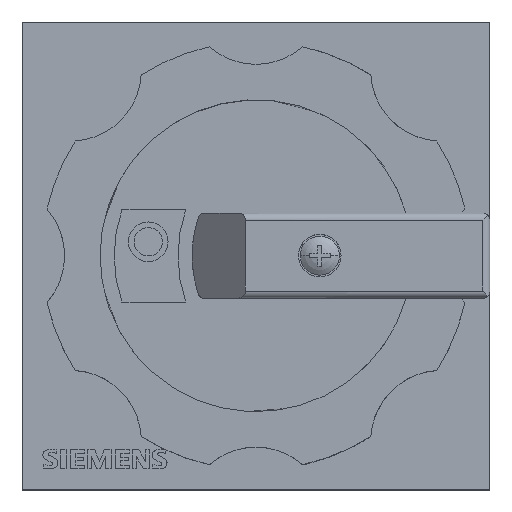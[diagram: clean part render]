
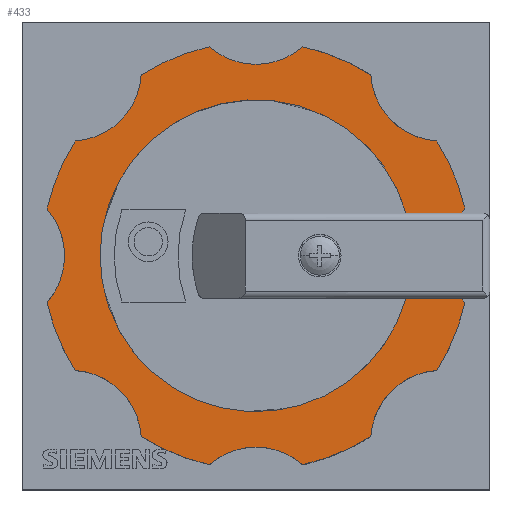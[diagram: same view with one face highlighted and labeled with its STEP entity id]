
A CAD part, top view. The second image highlights one B-rep face of the part: STEP entity #433.
In plain terms, the highlighted planar face has unit normal (0, 0, 1).
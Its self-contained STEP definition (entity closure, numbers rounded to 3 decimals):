
#433=ADVANCED_FACE('',(#1047),#1048,.T.);
#1047=FACE_OUTER_BOUND('',#1844,.T.);
#1048=PLANE('',#1845);
#1844=EDGE_LOOP('',(#3156,#3157,#3158,#3159,#3160,#3161,#3162,#3163,#3164,#3165,#3166,#3167,#3168,#3169,#3170,#3171,#3172,#3173,#3174,#3175,#3176,#3177,#3178,#3179,#3180,#3181,#3182,#3183));
#1845=AXIS2_PLACEMENT_3D('',#3184,#3185,#3186);
#3156=ORIENTED_EDGE('',*,*,#5083,.T.);
#3157=ORIENTED_EDGE('',*,*,#4882,.T.);
#3158=ORIENTED_EDGE('',*,*,#5218,.T.);
#3159=ORIENTED_EDGE('',*,*,#5172,.T.);
#3160=ORIENTED_EDGE('',*,*,#5181,.T.);
#3161=ORIENTED_EDGE('',*,*,#5219,.T.);
#3162=ORIENTED_EDGE('',*,*,#5220,.T.);
#3163=ORIENTED_EDGE('',*,*,#4898,.T.);
#3164=ORIENTED_EDGE('',*,*,#5221,.T.);
#3165=ORIENTED_EDGE('',*,*,#5222,.T.);
#3166=ORIENTED_EDGE('',*,*,#4903,.T.);
#3167=ORIENTED_EDGE('',*,*,#5223,.T.);
#3168=ORIENTED_EDGE('',*,*,#5224,.T.);
#3169=ORIENTED_EDGE('',*,*,#4908,.T.);
#3170=ORIENTED_EDGE('',*,*,#5225,.T.);
#3171=ORIENTED_EDGE('',*,*,#5226,.T.);
#3172=ORIENTED_EDGE('',*,*,#4915,.T.);
#3173=ORIENTED_EDGE('',*,*,#5227,.T.);
#3174=ORIENTED_EDGE('',*,*,#5228,.T.);
#3175=ORIENTED_EDGE('',*,*,#4920,.T.);
#3176=ORIENTED_EDGE('',*,*,#5229,.T.);
#3177=ORIENTED_EDGE('',*,*,#5230,.T.);
#3178=ORIENTED_EDGE('',*,*,#4925,.T.);
#3179=ORIENTED_EDGE('',*,*,#5231,.T.);
#3180=ORIENTED_EDGE('',*,*,#5215,.T.);
#3181=ORIENTED_EDGE('',*,*,#4930,.T.);
#3182=ORIENTED_EDGE('',*,*,#5232,.T.);
#3183=ORIENTED_EDGE('',*,*,#5233,.T.);
#3184=CARTESIAN_POINT('',(33.0,33.0,31.3));
#3185=DIRECTION('',(0.0,0.0,1.0));
#3186=DIRECTION('',(1.0,0.0,0.0));
#4882=EDGE_CURVE('',#5884,#5881,#5885,.T.);
#4898=EDGE_CURVE('',#5909,#5913,#5915,.T.);
#4903=EDGE_CURVE('',#5918,#5922,#5924,.T.);
#4908=EDGE_CURVE('',#5927,#5931,#5933,.T.);
#4915=EDGE_CURVE('',#5936,#5944,#5946,.T.);
#4920=EDGE_CURVE('',#5949,#5953,#5955,.T.);
#4925=EDGE_CURVE('',#5958,#5962,#5964,.T.);
#4930=EDGE_CURVE('',#5967,#5971,#5973,.T.);
#5083=EDGE_CURVE('',#6221,#5884,#6222,.T.);
#5172=EDGE_CURVE('',#6347,#6345,#6348,.T.);
#5181=EDGE_CURVE('',#6345,#6356,#6358,.T.);
#5215=EDGE_CURVE('',#6412,#5967,#6413,.T.);
#5218=EDGE_CURVE('',#5881,#6347,#6416,.T.);
#5219=EDGE_CURVE('',#6356,#6417,#6418,.T.);
#5220=EDGE_CURVE('',#6417,#5909,#6419,.T.);
#5221=EDGE_CURVE('',#5913,#6420,#6421,.T.);
#5222=EDGE_CURVE('',#6420,#5918,#6422,.T.);
#5223=EDGE_CURVE('',#5922,#6423,#6424,.T.);
#5224=EDGE_CURVE('',#6423,#5927,#6425,.T.);
#5225=EDGE_CURVE('',#5931,#6426,#6427,.T.);
#5226=EDGE_CURVE('',#6426,#5936,#6428,.T.);
#5227=EDGE_CURVE('',#5944,#6429,#6430,.T.);
#5228=EDGE_CURVE('',#6429,#5949,#6431,.T.);
#5229=EDGE_CURVE('',#5953,#6432,#6433,.T.);
#5230=EDGE_CURVE('',#6432,#5958,#6434,.T.);
#5231=EDGE_CURVE('',#5962,#6412,#6435,.T.);
#5232=EDGE_CURVE('',#5971,#6436,#6437,.T.);
#5233=EDGE_CURVE('',#6436,#6221,#6438,.T.);
#5881=VERTEX_POINT('',#7380);
#5884=VERTEX_POINT('',#7384);
#5885=CIRCLE('',#7385,22.0);
#5909=VERTEX_POINT('',#7436);
#5913=VERTEX_POINT('',#7446);
#5915=CIRCLE('',#7449,10.0);
#5918=VERTEX_POINT('',#7452);
#5922=VERTEX_POINT('',#7457);
#5924=CIRCLE('',#7460,10.0);
#5927=VERTEX_POINT('',#7463);
#5931=VERTEX_POINT('',#7468);
#5933=CIRCLE('',#7471,10.0);
#5936=VERTEX_POINT('',#7474);
#5944=VERTEX_POINT('',#7489);
#5946=CIRCLE('',#7492,10.0);
#5949=VERTEX_POINT('',#7495);
#5953=VERTEX_POINT('',#7500);
#5955=CIRCLE('',#7503,10.0);
#5958=VERTEX_POINT('',#7506);
#5962=VERTEX_POINT('',#7511);
#5964=CIRCLE('',#7514,10.0);
#5967=VERTEX_POINT('',#7517);
#5971=VERTEX_POINT('',#7522);
#5973=CIRCLE('',#7525,10.0);
#6221=VERTEX_POINT('',#7912);
#6222=LINE('',#7913,#7914);
#6345=VERTEX_POINT('',#8077);
#6347=VERTEX_POINT('',#8080);
#6348=LINE('',#8081,#8082);
#6356=VERTEX_POINT('',#8092);
#6358=CIRCLE('',#8095,10.0);
#6412=VERTEX_POINT('',#8185);
#6413=CIRCLE('',#8186,10.0);
#6416=CIRCLE('',#8190,22.0);
#6417=VERTEX_POINT('',#8191);
#6418=CIRCLE('',#8192,30.2);
#6419=CIRCLE('',#8193,10.0);
#6420=VERTEX_POINT('',#8194);
#6421=CIRCLE('',#8195,30.2);
#6422=CIRCLE('',#8196,10.0);
#6423=VERTEX_POINT('',#8197);
#6424=CIRCLE('',#8198,30.2);
#6425=CIRCLE('',#8199,10.0);
#6426=VERTEX_POINT('',#8200);
#6427=CIRCLE('',#8201,30.2);
#6428=CIRCLE('',#8202,10.0);
#6429=VERTEX_POINT('',#8203);
#6430=CIRCLE('',#8204,30.2);
#6431=CIRCLE('',#8205,10.0);
#6432=VERTEX_POINT('',#8206);
#6433=CIRCLE('',#8207,30.2);
#6434=CIRCLE('',#8208,10.0);
#6435=CIRCLE('',#8209,30.2);
#6436=VERTEX_POINT('',#8210);
#6437=CIRCLE('',#8211,30.2);
#6438=CIRCLE('',#8212,10.0);
#7380=CARTESIAN_POINT('',(11.0,33.0,31.3));
#7384=CARTESIAN_POINT('',(54.166,27.,31.3));
#7385=AXIS2_PLACEMENT_3D('',#9430,#9431,#9432);
#7436=CARTESIAN_POINT('',(52.092,52.092,31.3));
#7446=CARTESIAN_POINT('',(49.185,58.497,31.3));
#7449=AXIS2_PLACEMENT_3D('',#9445,#9446,#9447);
#7452=CARTESIAN_POINT('',(33.0,60.0,31.3));
#7457=CARTESIAN_POINT('',(26.416,62.474,31.3));
#7460=AXIS2_PLACEMENT_3D('',#9453,#9454,#9455);
#7463=CARTESIAN_POINT('',(13.908,52.092,31.3));
#7468=CARTESIAN_POINT('',(7.503,49.185,31.3));
#7471=AXIS2_PLACEMENT_3D('',#9461,#9462,#9463);
#7474=CARTESIAN_POINT('',(6.0,33.0,31.3));
#7489=CARTESIAN_POINT('',(3.526,26.416,31.3));
#7492=AXIS2_PLACEMENT_3D('',#9470,#9471,#9472);
#7495=CARTESIAN_POINT('',(13.908,13.908,31.3));
#7500=CARTESIAN_POINT('',(16.815,7.503,31.3));
#7503=AXIS2_PLACEMENT_3D('',#9478,#9479,#9480);
#7506=CARTESIAN_POINT('',(33.0,6.0,31.3));
#7511=CARTESIAN_POINT('',(39.584,3.526,31.3));
#7514=AXIS2_PLACEMENT_3D('',#9486,#9487,#9488);
#7517=CARTESIAN_POINT('',(52.092,13.908,31.3));
#7522=CARTESIAN_POINT('',(58.497,16.815,31.3));
#7525=AXIS2_PLACEMENT_3D('',#9494,#9495,#9496);
#7912=CARTESIAN_POINT('',(62.,27.,31.3));
#7913=CARTESIAN_POINT('',(49.,27.,31.3));
#7914=VECTOR('',#9692,1.0);
#8077=CARTESIAN_POINT('',(62.,39.,31.3));
#8080=CARTESIAN_POINT('',(54.166,39.,31.3));
#8081=CARTESIAN_POINT('',(29.388,39.,31.3));
#8082=VECTOR('',#9800,1.0);
#8092=CARTESIAN_POINT('',(62.474,39.584,31.3));
#8095=AXIS2_PLACEMENT_3D('',#9807,#9808,#9809);
#8185=CARTESIAN_POINT('',(49.185,7.503,31.3));
#8186=AXIS2_PLACEMENT_3D('',#9856,#9857,#9858);
#8190=AXIS2_PLACEMENT_3D('',#9860,#9861,#9862);
#8191=CARTESIAN_POINT('',(58.497,49.185,31.3));
#8192=AXIS2_PLACEMENT_3D('',#9863,#9864,#9865);
#8193=AXIS2_PLACEMENT_3D('',#9866,#9867,#9868);
#8194=CARTESIAN_POINT('',(39.584,62.474,31.3));
#8195=AXIS2_PLACEMENT_3D('',#9869,#9870,#9871);
#8196=AXIS2_PLACEMENT_3D('',#9872,#9873,#9874);
#8197=CARTESIAN_POINT('',(16.815,58.497,31.3));
#8198=AXIS2_PLACEMENT_3D('',#9875,#9876,#9877);
#8199=AXIS2_PLACEMENT_3D('',#9878,#9879,#9880);
#8200=CARTESIAN_POINT('',(3.526,39.584,31.3));
#8201=AXIS2_PLACEMENT_3D('',#9881,#9882,#9883);
#8202=AXIS2_PLACEMENT_3D('',#9884,#9885,#9886);
#8203=CARTESIAN_POINT('',(7.503,16.815,31.3));
#8204=AXIS2_PLACEMENT_3D('',#9887,#9888,#9889);
#8205=AXIS2_PLACEMENT_3D('',#9890,#9891,#9892);
#8206=CARTESIAN_POINT('',(26.416,3.526,31.3));
#8207=AXIS2_PLACEMENT_3D('',#9893,#9894,#9895);
#8208=AXIS2_PLACEMENT_3D('',#9896,#9897,#9898);
#8209=AXIS2_PLACEMENT_3D('',#9899,#9900,#9901);
#8210=CARTESIAN_POINT('',(62.474,26.416,31.3));
#8211=AXIS2_PLACEMENT_3D('',#9902,#9903,#9904);
#8212=AXIS2_PLACEMENT_3D('',#9905,#9906,#9907);
#9430=CARTESIAN_POINT('',(33.0,33.0,31.3));
#9431=DIRECTION('',(0.0,0.0,-1.0));
#9432=DIRECTION('',(1.0,0.0,0.0));
#9445=CARTESIAN_POINT('',(59.163,59.163,31.3));
#9446=DIRECTION('',(0.0,0.0,-1.0));
#9447=DIRECTION('',(0.707,0.707,0.0));
#9453=CARTESIAN_POINT('',(33.0,70.0,31.3));
#9454=DIRECTION('',(0.0,0.0,-1.0));
#9455=DIRECTION('',(0.0,1.0,0.0));
#9461=CARTESIAN_POINT('',(6.837,59.163,31.3));
#9462=DIRECTION('',(0.0,0.0,-1.0));
#9463=DIRECTION('',(-0.707,0.707,0.0));
#9470=CARTESIAN_POINT('',(-4.0,33.0,31.3));
#9471=DIRECTION('',(0.0,0.0,-1.0));
#9472=DIRECTION('',(-1.0,0.0,0.0));
#9478=CARTESIAN_POINT('',(6.837,6.837,31.3));
#9479=DIRECTION('',(-0.0,0.0,-1.0));
#9480=DIRECTION('',(-0.707,-0.707,0.0));
#9486=CARTESIAN_POINT('',(33.0,-4.0,31.3));
#9487=DIRECTION('',(0.0,0.0,-1.0));
#9488=DIRECTION('',(0.0,-1.0,0.0));
#9494=CARTESIAN_POINT('',(59.163,6.837,31.3));
#9495=DIRECTION('',(0.0,0.0,-1.0));
#9496=DIRECTION('',(0.707,-0.707,0.0));
#9692=DIRECTION('',(-1.0,0.,-0.0));
#9800=DIRECTION('',(1.0,0.0,0.0));
#9807=CARTESIAN_POINT('',(70.0,33.0,31.3));
#9808=DIRECTION('',(0.0,0.0,-1.0));
#9809=DIRECTION('',(1.0,0.0,0.0));
#9856=CARTESIAN_POINT('',(59.163,6.837,31.3));
#9857=DIRECTION('',(0.0,0.0,-1.0));
#9858=DIRECTION('',(0.707,-0.707,0.0));
#9860=CARTESIAN_POINT('',(33.0,33.0,31.3));
#9861=DIRECTION('',(0.0,0.0,-1.0));
#9862=DIRECTION('',(1.0,0.0,0.0));
#9863=CARTESIAN_POINT('',(33.0,33.0,31.3));
#9864=DIRECTION('',(0.0,0.0,1.0));
#9865=DIRECTION('',(1.0,0.0,0.0));
#9866=CARTESIAN_POINT('',(59.163,59.163,31.3));
#9867=DIRECTION('',(0.0,0.0,-1.0));
#9868=DIRECTION('',(0.707,0.707,0.0));
#9869=CARTESIAN_POINT('',(33.0,33.0,31.3));
#9870=DIRECTION('',(0.0,0.0,1.0));
#9871=DIRECTION('',(1.0,0.0,0.0));
#9872=CARTESIAN_POINT('',(33.0,70.0,31.3));
#9873=DIRECTION('',(0.0,0.0,-1.0));
#9874=DIRECTION('',(0.0,1.0,0.0));
#9875=CARTESIAN_POINT('',(33.0,33.0,31.3));
#9876=DIRECTION('',(0.0,0.0,1.0));
#9877=DIRECTION('',(1.0,0.0,0.0));
#9878=CARTESIAN_POINT('',(6.837,59.163,31.3));
#9879=DIRECTION('',(0.0,0.0,-1.0));
#9880=DIRECTION('',(-0.707,0.707,0.0));
#9881=CARTESIAN_POINT('',(33.0,33.0,31.3));
#9882=DIRECTION('',(0.0,0.0,1.0));
#9883=DIRECTION('',(1.0,0.0,0.0));
#9884=CARTESIAN_POINT('',(-4.0,33.0,31.3));
#9885=DIRECTION('',(0.0,0.0,-1.0));
#9886=DIRECTION('',(-1.0,0.0,0.0));
#9887=CARTESIAN_POINT('',(33.0,33.0,31.3));
#9888=DIRECTION('',(0.0,0.0,1.0));
#9889=DIRECTION('',(1.0,0.0,0.0));
#9890=CARTESIAN_POINT('',(6.837,6.837,31.3));
#9891=DIRECTION('',(-0.0,0.0,-1.0));
#9892=DIRECTION('',(-0.707,-0.707,0.0));
#9893=CARTESIAN_POINT('',(33.0,33.0,31.3));
#9894=DIRECTION('',(0.0,0.0,1.0));
#9895=DIRECTION('',(1.0,0.0,0.0));
#9896=CARTESIAN_POINT('',(33.0,-4.0,31.3));
#9897=DIRECTION('',(0.0,0.0,-1.0));
#9898=DIRECTION('',(0.0,-1.0,0.0));
#9899=CARTESIAN_POINT('',(33.0,33.0,31.3));
#9900=DIRECTION('',(0.0,0.0,1.0));
#9901=DIRECTION('',(1.0,0.0,0.0));
#9902=CARTESIAN_POINT('',(33.0,33.0,31.3));
#9903=DIRECTION('',(0.0,0.0,1.0));
#9904=DIRECTION('',(1.0,0.0,0.0));
#9905=CARTESIAN_POINT('',(70.0,33.0,31.3));
#9906=DIRECTION('',(0.0,0.0,-1.0));
#9907=DIRECTION('',(1.0,0.0,0.0));
